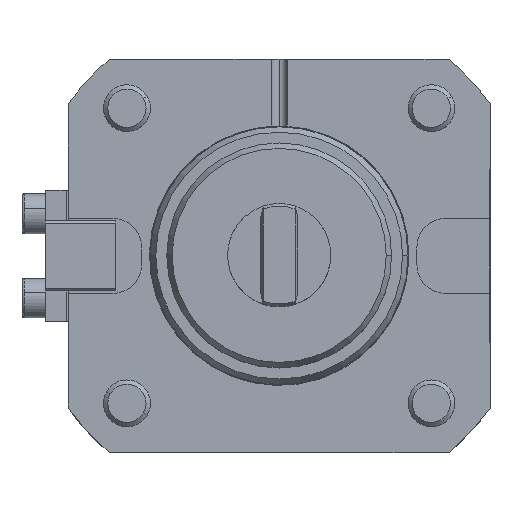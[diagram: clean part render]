
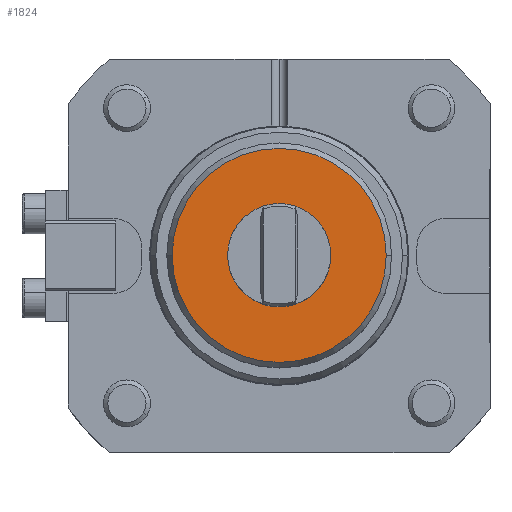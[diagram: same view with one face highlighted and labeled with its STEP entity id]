
A CAD part, top view. The second image highlights one B-rep face of the part: STEP entity #1824.
In plain terms, the highlighted planar face has unit normal (0, 0, 1).
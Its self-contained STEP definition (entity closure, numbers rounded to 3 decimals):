
#1754=CARTESIAN_POINT('',(-22.845,-0.,53.));
#1755=VERTEX_POINT('',#1754);
#1762=CARTESIAN_POINT('',(22.845,-0.,53.));
#1763=VERTEX_POINT('',#1762);
#1764=CARTESIAN_POINT('',(0.,-0.,53.));
#1765=DIRECTION('',(-0.,0.,-1.));
#1766=DIRECTION('',(-1.,0.,0.));
#1767=AXIS2_PLACEMENT_3D('',#1764,#1765,#1766);
#1768=CIRCLE('',#1767,22.845);
#1769=EDGE_CURVE('',#1755,#1763,#1768,.T.);
#1789=CARTESIAN_POINT('',(12.,-0.,53.));
#1790=DIRECTION('',(0.,-0.,1.));
#1791=DIRECTION('',(-0.,-1.,-0.));
#1792=AXIS2_PLACEMENT_3D('',#1789,#1790,#1791);
#1793=PLANE('',#1792);
#1794=ORIENTED_EDGE('',*,*,#1769,.F.);
#1795=CARTESIAN_POINT('',(0.,-0.,53.));
#1796=DIRECTION('',(-0.,0.,-1.));
#1797=DIRECTION('',(-1.,0.,0.));
#1798=AXIS2_PLACEMENT_3D('',#1795,#1796,#1797);
#1799=CIRCLE('',#1798,22.845);
#1800=EDGE_CURVE('',#1763,#1755,#1799,.T.);
#1801=ORIENTED_EDGE('',*,*,#1800,.F.);
#1802=EDGE_LOOP('',(#1794,#1801));
#1803=FACE_BOUND('',#1802,.T.);
#1804=CARTESIAN_POINT('',(11.,0.,53.));
#1805=VERTEX_POINT('',#1804);
#1806=CARTESIAN_POINT('',(-11.,-0.,53.));
#1807=VERTEX_POINT('',#1806);
#1808=CARTESIAN_POINT('',(-0.,-0.,53.));
#1809=DIRECTION('',(-0.,0.,-1.));
#1810=DIRECTION('',(-1.,-0.,0.));
#1811=AXIS2_PLACEMENT_3D('',#1808,#1809,#1810);
#1812=CIRCLE('',#1811,11.);
#1813=EDGE_CURVE('',#1805,#1807,#1812,.T.);
#1814=ORIENTED_EDGE('',*,*,#1813,.T.);
#1815=CARTESIAN_POINT('',(-0.,-0.,53.));
#1816=DIRECTION('',(-0.,0.,-1.));
#1817=DIRECTION('',(-1.,-0.,0.));
#1818=AXIS2_PLACEMENT_3D('',#1815,#1816,#1817);
#1819=CIRCLE('',#1818,11.);
#1820=EDGE_CURVE('',#1807,#1805,#1819,.T.);
#1821=ORIENTED_EDGE('',*,*,#1820,.T.);
#1822=EDGE_LOOP('',(#1814,#1821));
#1823=FACE_BOUND('',#1822,.T.);
#1824=ADVANCED_FACE('',(#1803,#1823),#1793,.T.);
